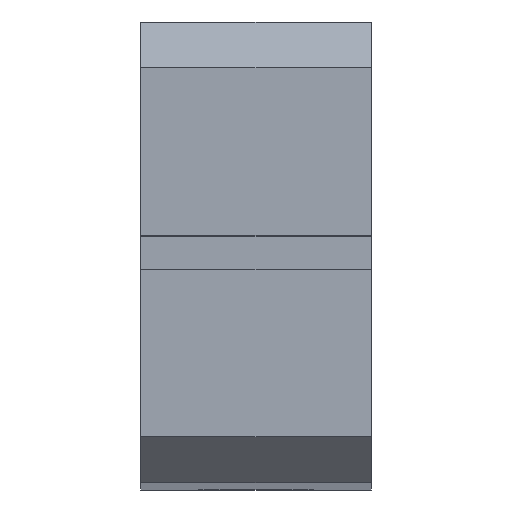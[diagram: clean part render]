
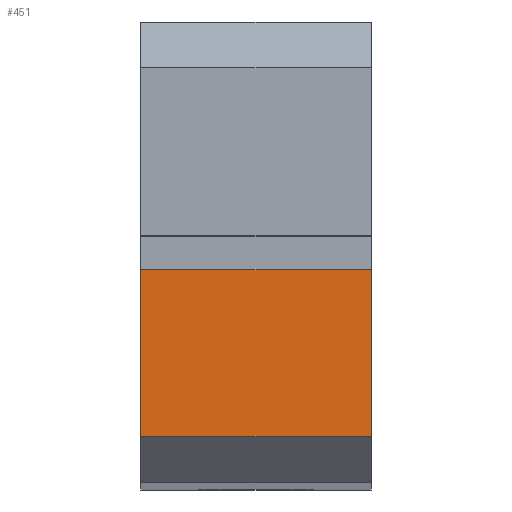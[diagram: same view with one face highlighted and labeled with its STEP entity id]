
A CAD part, top view. The second image highlights one B-rep face of the part: STEP entity #451.
In plain terms, the highlighted planar face has unit normal (0, 0, 1).
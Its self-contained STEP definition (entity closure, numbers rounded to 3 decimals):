
#45 = DIRECTION ( 'NONE',  ( 0., -1., 0. ) ) ;
#74 = DIRECTION ( 'NONE',  ( 1., 0., 0. ) ) ;
#127 = ORIENTED_EDGE ( 'NONE', *, *, #517, .F. ) ;
#231 = VECTOR ( 'NONE', #45, 1000. ) ;
#250 = LINE ( 'NONE', #849, #1247 ) ;
#328 = PLANE ( 'NONE',  #761 ) ;
#350 = EDGE_LOOP ( 'NONE', ( #895, #1023, #652, #127 ) ) ;
#438 = DIRECTION ( 'NONE',  ( 1., 0., 0. ) ) ;
#451 = ADVANCED_FACE ( 'NONE', ( #720 ), #328, .F. ) ;
#468 = VERTEX_POINT ( 'NONE', #602 ) ;
#517 = EDGE_CURVE ( 'NONE', #1091, #468, #250, .T. ) ;
#519 = LINE ( 'NONE', #918, #231 ) ;
#596 = CARTESIAN_POINT ( 'NONE',  ( 0., 2., 0. ) ) ;
#602 = CARTESIAN_POINT ( 'NONE',  ( 10., 9.25, 0. ) ) ;
#612 = EDGE_CURVE ( 'NONE', #1091, #703, #760, .T. ) ;
#642 = CARTESIAN_POINT ( 'NONE',  ( 10., 2., 0. ) ) ;
#652 = ORIENTED_EDGE ( 'NONE', *, *, #1000, .F. ) ;
#663 = CARTESIAN_POINT ( 'NONE',  ( 0., 0., 0. ) ) ;
#681 = VECTOR ( 'NONE', #1218, 1000. ) ;
#703 = VERTEX_POINT ( 'NONE', #596 ) ;
#720 = FACE_OUTER_BOUND ( 'NONE', #350, .T. ) ;
#727 = CARTESIAN_POINT ( 'NONE',  ( 10., 0., 0. ) ) ;
#760 = LINE ( 'NONE', #663, #681 ) ;
#761 = AXIS2_PLACEMENT_3D ( 'NONE', #727, #816, #1100 ) ;
#816 = DIRECTION ( 'NONE',  ( 0., 0., -1. ) ) ;
#849 = CARTESIAN_POINT ( 'NONE',  ( 0., 9.25, 0. ) ) ;
#895 = ORIENTED_EDGE ( 'NONE', *, *, #612, .T. ) ;
#918 = CARTESIAN_POINT ( 'NONE',  ( 10., 0., 0. ) ) ;
#942 = LINE ( 'NONE', #1232, #972 ) ;
#950 = CARTESIAN_POINT ( 'NONE',  ( 0., 9.25, 0. ) ) ;
#972 = VECTOR ( 'NONE', #438, 1000. ) ;
#1000 = EDGE_CURVE ( 'NONE', #468, #1164, #519, .T. ) ;
#1023 = ORIENTED_EDGE ( 'NONE', *, *, #1112, .T. ) ;
#1091 = VERTEX_POINT ( 'NONE', #950 ) ;
#1100 = DIRECTION ( 'NONE',  ( -1., 0., 0. ) ) ;
#1112 = EDGE_CURVE ( 'NONE', #703, #1164, #942, .T. ) ;
#1164 = VERTEX_POINT ( 'NONE', #642 ) ;
#1218 = DIRECTION ( 'NONE',  ( 0., -1., 0. ) ) ;
#1232 = CARTESIAN_POINT ( 'NONE',  ( 10., 2., 0. ) ) ;
#1247 = VECTOR ( 'NONE', #74, 1000. ) ;
